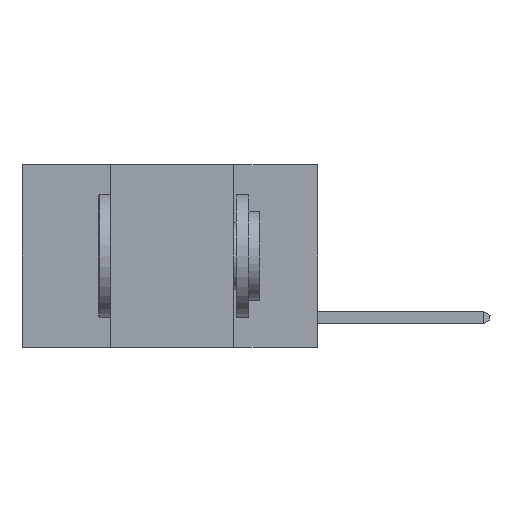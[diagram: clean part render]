
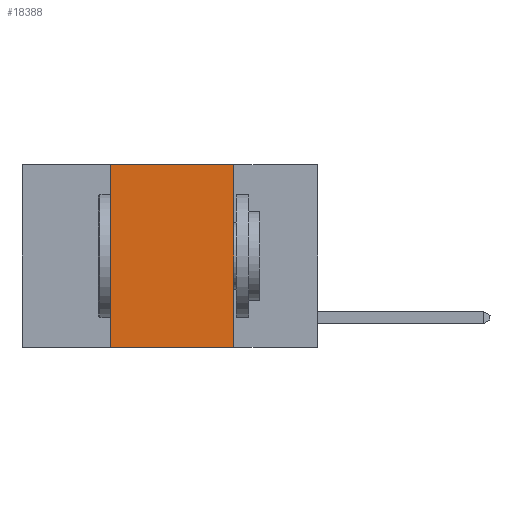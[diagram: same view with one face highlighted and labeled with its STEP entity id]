
A CAD part, left-side view. The second image highlights one B-rep face of the part: STEP entity #18388.
In plain terms, the highlighted planar face has unit normal (-1, 0, 0).
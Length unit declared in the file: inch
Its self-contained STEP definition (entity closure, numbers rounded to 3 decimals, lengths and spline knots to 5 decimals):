
#605 = VECTOR ( 'NONE', #18813, 39.37008 ) ;
#717 = EDGE_CURVE ( 'NONE', #2721, #18822, #4996, .T. ) ;
#751 = VECTOR ( 'NONE', #5380, 39.37008 ) ;
#1286 = FACE_OUTER_BOUND ( 'NONE', #13030, .T. ) ;
#1351 = ORIENTED_EDGE ( 'NONE', *, *, #3748, .T. ) ;
#1634 = PLANE ( 'NONE',  #14992 ) ;
#1709 = CARTESIAN_POINT ( 'NONE',  ( 0., 0.6, 0. ) ) ;
#1781 = LINE ( 'NONE', #7227, #751 ) ;
#2626 = CARTESIAN_POINT ( 'NONE',  ( 0., 0.17, 0. ) ) ;
#2721 = VERTEX_POINT ( 'NONE', #2626 ) ;
#2887 = CARTESIAN_POINT ( 'NONE',  ( 0., 0.6, -0.37 ) ) ;
#3308 = CARTESIAN_POINT ( 'NONE',  ( 0., 0.42, -0.37 ) ) ;
#3679 = EDGE_CURVE ( 'NONE', #16151, #2721, #20133, .T. ) ;
#3748 = EDGE_CURVE ( 'NONE', #13552, #18822, #7119, .T. ) ;
#3804 = ORIENTED_EDGE ( 'NONE', *, *, #3679, .F. ) ;
#3825 = CARTESIAN_POINT ( 'NONE',  ( 0., 0.6, 0. ) ) ;
#4996 = LINE ( 'NONE', #20504, #605 ) ;
#5275 = VECTOR ( 'NONE', #8951, 39.37008 ) ;
#5380 = DIRECTION ( 'NONE',  ( 0., 0., 1. ) ) ;
#6658 = DIRECTION ( 'NONE',  ( 1., 0., 0. ) ) ;
#7119 = LINE ( 'NONE', #2887, #8697 ) ;
#7227 = CARTESIAN_POINT ( 'NONE',  ( 0., 0.42, 0. ) ) ;
#8697 = VECTOR ( 'NONE', #16486, 39.37008 ) ;
#8951 = DIRECTION ( 'NONE',  ( 0., -1., 0. ) ) ;
#10044 = EDGE_CURVE ( 'NONE', #13552, #16151, #1781, .T. ) ;
#13030 = EDGE_LOOP ( 'NONE', ( #18281, #3804, #17128, #1351 ) ) ;
#13552 = VERTEX_POINT ( 'NONE', #3308 ) ;
#14899 = DIRECTION ( 'NONE',  ( 0., 0., -1. ) ) ;
#14992 = AXIS2_PLACEMENT_3D ( 'NONE', #1709, #6658, #14899 ) ;
#16151 = VERTEX_POINT ( 'NONE', #17318 ) ;
#16486 = DIRECTION ( 'NONE',  ( 0., -1., 0. ) ) ;
#17128 = ORIENTED_EDGE ( 'NONE', *, *, #10044, .F. ) ;
#17318 = CARTESIAN_POINT ( 'NONE',  ( 0., 0.42, 0. ) ) ;
#17640 = CARTESIAN_POINT ( 'NONE',  ( 0., 0.17, -0.37 ) ) ;
#18281 = ORIENTED_EDGE ( 'NONE', *, *, #717, .F. ) ;
#18388 = ADVANCED_FACE ( 'NONE', ( #1286 ), #1634, .F. ) ;
#18813 = DIRECTION ( 'NONE',  ( 0., 0., -1. ) ) ;
#18822 = VERTEX_POINT ( 'NONE', #17640 ) ;
#20133 = LINE ( 'NONE', #3825, #5275 ) ;
#20504 = CARTESIAN_POINT ( 'NONE',  ( 0., 0.17, 0. ) ) ;
